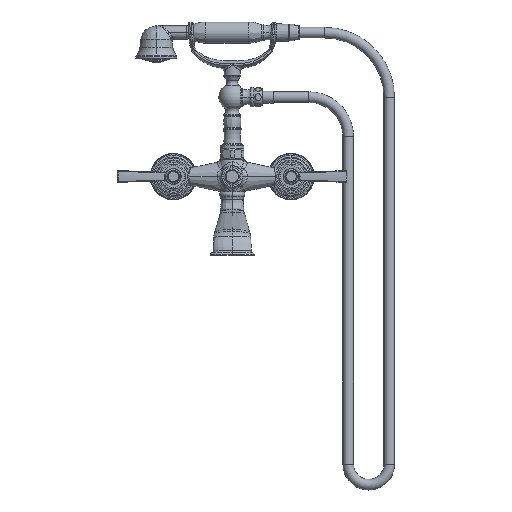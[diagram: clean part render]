
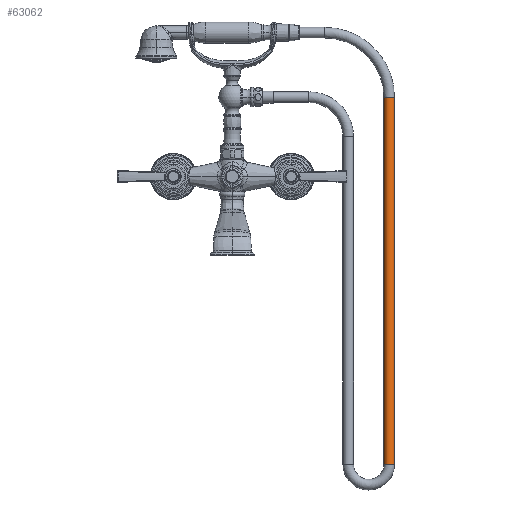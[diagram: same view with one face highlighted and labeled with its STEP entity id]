
A CAD part, top view. The second image highlights one B-rep face of the part: STEP entity #63062.
In plain terms, the highlighted cylindrical face has radius 6.858 mm (diameter 13.716 mm), a partial arc.
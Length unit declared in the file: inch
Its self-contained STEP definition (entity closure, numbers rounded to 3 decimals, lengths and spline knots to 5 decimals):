
#21361=DIRECTION('',(0.,-1.,0.));
#21362=VECTOR('',#21361,18.713);
#21363=CARTESIAN_POINT('',(7.73343,4.04827,0.));
#21364=LINE('',#21363,#21362);
#21365=CARTESIAN_POINT('',(8.00343,4.04827,0.));
#21366=DIRECTION('',(0.,-1.,0.));
#21367=DIRECTION('',(1.,0.,0.));
#21368=AXIS2_PLACEMENT_3D('',#21365,#21366,#21367);
#21370=DIRECTION('',(0.,-1.,0.));
#21371=VECTOR('',#21370,18.713);
#21372=CARTESIAN_POINT('',(8.27343,4.04827,0.));
#21373=LINE('',#21372,#21371);
#21374=CARTESIAN_POINT('',(8.00343,-14.66473,0.));
#21375=DIRECTION('',(0.,-1.,0.));
#21376=DIRECTION('',(1.,0.,0.));
#21377=AXIS2_PLACEMENT_3D('',#21374,#21375,#21376);
#23077=CARTESIAN_POINT('',(7.73343,4.04827,0.));
#23078=CARTESIAN_POINT('',(8.27343,4.04827,0.));
#23079=VERTEX_POINT('',#23077);
#23080=VERTEX_POINT('',#23078);
#23081=CARTESIAN_POINT('',(7.73343,-14.66473,0.));
#23082=VERTEX_POINT('',#23081);
#23083=CARTESIAN_POINT('',(8.27343,-14.66473,0.));
#23084=VERTEX_POINT('',#23083);
#63050=CARTESIAN_POINT('',(8.00343,4.04827,0.));
#63051=DIRECTION('',(0.,-1.,0.));
#63052=DIRECTION('',(-1.,0.,0.));
#63053=AXIS2_PLACEMENT_3D('',#63050,#63051,#63052);
#63054=CYLINDRICAL_SURFACE('',#63053,0.27);
#63055=ORIENTED_EDGE('',*,*,#63015,.F.);
#63056=ORIENTED_EDGE('',*,*,#63045,.T.);
#63058=ORIENTED_EDGE('',*,*,#63057,.T.);
#63059=ORIENTED_EDGE('',*,*,#63041,.F.);
#63060=EDGE_LOOP('',(#63055,#63056,#63058,#63059));
#63061=FACE_OUTER_BOUND('',#63060,.F.);
#63062=ADVANCED_FACE('',(#63061),#63054,.T.);
#21369=CIRCLE('',#21368,0.27);
#21378=CIRCLE('',#21377,0.27);
#63015=EDGE_CURVE('',#23080,#23079,#21369,.T.);
#63041=EDGE_CURVE('',#23079,#23082,#21364,.T.);
#63045=EDGE_CURVE('',#23080,#23084,#21373,.T.);
#63057=EDGE_CURVE('',#23084,#23082,#21378,.T.);
